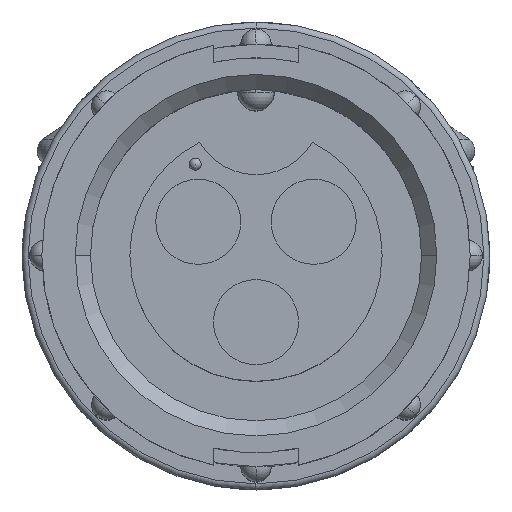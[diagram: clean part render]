
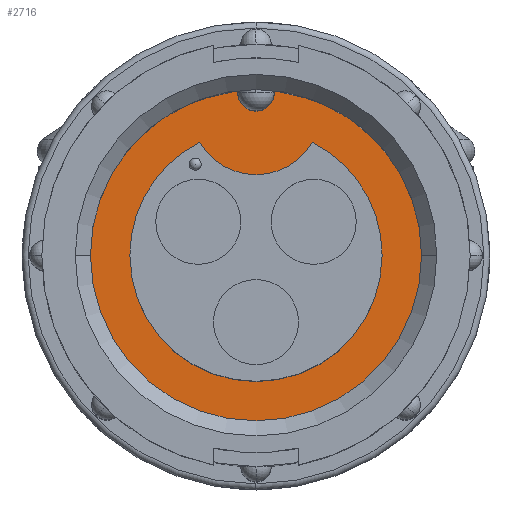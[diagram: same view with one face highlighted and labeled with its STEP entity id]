
A CAD part, top view. The second image highlights one B-rep face of the part: STEP entity #2716.
In plain terms, the highlighted planar face has unit normal (0, 0, 1).
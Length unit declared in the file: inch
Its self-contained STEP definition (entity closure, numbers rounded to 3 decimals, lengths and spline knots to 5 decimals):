
#98 = CIRCLE ( 'NONE', #6224, 0.2075 ) ;
#151 = DIRECTION ( 'NONE',  ( 0., -1., 0. ) ) ;
#476 = DIRECTION ( 'NONE',  ( 1., 0., 0. ) ) ;
#574 = VERTEX_POINT ( 'NONE', #6752 ) ;
#681 = PLANE ( 'NONE',  #10350 ) ;
#716 = DIRECTION ( 'NONE',  ( 0., 0., 1. ) ) ;
#827 = AXIS2_PLACEMENT_3D ( 'NONE', #7037, #1529, #7982 ) ;
#840 = DIRECTION ( 'NONE',  ( 0., 0., 1. ) ) ;
#1049 = EDGE_CURVE ( 'NONE', #2191, #9714, #4918, .T. ) ;
#1135 = CARTESIAN_POINT ( 'NONE',  ( 0., 0., -0.305 ) ) ;
#1466 = ORIENTED_EDGE ( 'NONE', *, *, #7218, .F. ) ;
#1529 = DIRECTION ( 'NONE',  ( 0., 0., 1. ) ) ;
#1878 = CARTESIAN_POINT ( 'NONE',  ( -0.2075, 0., -0.305 ) ) ;
#1899 = VERTEX_POINT ( 'NONE', #4639 ) ;
#1996 = CARTESIAN_POINT ( 'NONE',  ( -0.03, 0.27084, -0.305 ) ) ;
#2191 = VERTEX_POINT ( 'NONE', #8962 ) ;
#2205 = DIRECTION ( 'NONE',  ( 1., 0., 0. ) ) ;
#2346 = DIRECTION ( 'NONE',  ( 0., 0., 1. ) ) ;
#2716 = ADVANCED_FACE ( 'NONE', ( #10559, #7809 ), #681, .T. ) ;
#2763 = CIRCLE ( 'NONE', #6174, 0.03 ) ;
#2768 = VERTEX_POINT ( 'NONE', #4487 ) ;
#3052 = EDGE_CURVE ( 'NONE', #574, #5671, #2763, .T. ) ;
#3183 = EDGE_LOOP ( 'NONE', ( #11625, #8397, #1466, #3288 ) ) ;
#3206 = LINE ( 'NONE', #1996, #10280 ) ;
#3288 = ORIENTED_EDGE ( 'NONE', *, *, #9235, .F. ) ;
#3692 = AXIS2_PLACEMENT_3D ( 'NONE', #9989, #4463, #10926 ) ;
#3769 = ORIENTED_EDGE ( 'NONE', *, *, #11124, .F. ) ;
#3877 = VECTOR ( 'NONE', #4613, 39.37008 ) ;
#4021 = DIRECTION ( 'NONE',  ( 0., 0., 1. ) ) ;
#4167 = LINE ( 'NONE', #10172, #3877 ) ;
#4252 = EDGE_CURVE ( 'NONE', #1899, #5725, #8239, .T. ) ;
#4375 = CARTESIAN_POINT ( 'NONE',  ( 0., 0., -0.305 ) ) ;
#4443 = CIRCLE ( 'NONE', #827, 0.2075 ) ;
#4463 = DIRECTION ( 'NONE',  ( 0., 0., 1. ) ) ;
#4487 = CARTESIAN_POINT ( 'NONE',  ( 0.2725, 0., -0.305 ) ) ;
#4512 = CARTESIAN_POINT ( 'NONE',  ( 0.03, 0.27084, -0.305 ) ) ;
#4613 = DIRECTION ( 'NONE',  ( 0., 1., 0. ) ) ;
#4639 = CARTESIAN_POINT ( 'NONE',  ( -0.03, 0.27084, -0.305 ) ) ;
#4719 = CARTESIAN_POINT ( 'NONE',  ( -0.2725, 0., -0.305 ) ) ;
#4816 = EDGE_CURVE ( 'NONE', #5671, #11946, #4167, .T. ) ;
#4824 = EDGE_LOOP ( 'NONE', ( #9149, #8161, #3769, #11367, #5125, #8382 ) ) ;
#4918 = CIRCLE ( 'NONE', #10739, 0.107 ) ;
#5125 = ORIENTED_EDGE ( 'NONE', *, *, #7879, .T. ) ;
#5169 = DIRECTION ( 'NONE',  ( 0., 0., 1. ) ) ;
#5508 = EDGE_CURVE ( 'NONE', #8217, #2191, #4443, .T. ) ;
#5555 = CIRCLE ( 'NONE', #9191, 0.2725 ) ;
#5671 = VERTEX_POINT ( 'NONE', #11952 ) ;
#5725 = VERTEX_POINT ( 'NONE', #4719 ) ;
#5977 = DIRECTION ( 'NONE',  ( 0., 0., -1. ) ) ;
#6174 = AXIS2_PLACEMENT_3D ( 'NONE', #7868, #2346, #8812 ) ;
#6224 = AXIS2_PLACEMENT_3D ( 'NONE', #10703, #5169, #11648 ) ;
#6243 = AXIS2_PLACEMENT_3D ( 'NONE', #1135, #7573, #2205 ) ;
#6341 = CARTESIAN_POINT ( 'NONE',  ( 0., 0., -0.305 ) ) ;
#6752 = CARTESIAN_POINT ( 'NONE',  ( -0.03, 0.2675, -0.305 ) ) ;
#6841 = VERTEX_POINT ( 'NONE', #1878 ) ;
#7006 = CIRCLE ( 'NONE', #3692, 0.2725 ) ;
#7037 = CARTESIAN_POINT ( 'NONE',  ( 0., 0., -0.305 ) ) ;
#7146 = DIRECTION ( 'NONE',  ( 1., 0., 0. ) ) ;
#7218 = EDGE_CURVE ( 'NONE', #6841, #8217, #98, .T. ) ;
#7573 = DIRECTION ( 'NONE',  ( 0., 0., 1. ) ) ;
#7796 = CARTESIAN_POINT ( 'NONE',  ( 0.2075, 0., -0.305 ) ) ;
#7809 = FACE_BOUND ( 'NONE', #3183, .T. ) ;
#7868 = CARTESIAN_POINT ( 'NONE',  ( 0., 0.2675, -0.305 ) ) ;
#7879 = EDGE_CURVE ( 'NONE', #5725, #2768, #7006, .T. ) ;
#7982 = DIRECTION ( 'NONE',  ( 1., 0., 0. ) ) ;
#8161 = ORIENTED_EDGE ( 'NONE', *, *, #3052, .F. ) ;
#8217 = VERTEX_POINT ( 'NONE', #7796 ) ;
#8239 = CIRCLE ( 'NONE', #9598, 0.2725 ) ;
#8382 = ORIENTED_EDGE ( 'NONE', *, *, #8748, .T. ) ;
#8397 = ORIENTED_EDGE ( 'NONE', *, *, #5508, .F. ) ;
#8748 = EDGE_CURVE ( 'NONE', #2768, #11946, #5555, .T. ) ;
#8812 = DIRECTION ( 'NONE',  ( 1., 0., 0. ) ) ;
#8962 = CARTESIAN_POINT ( 'NONE',  ( 0.0925, 0.18574, -0.305 ) ) ;
#9149 = ORIENTED_EDGE ( 'NONE', *, *, #4816, .F. ) ;
#9168 = CIRCLE ( 'NONE', #6243, 0.2075 ) ;
#9191 = AXIS2_PLACEMENT_3D ( 'NONE', #9556, #4021, #10478 ) ;
#9235 = EDGE_CURVE ( 'NONE', #9714, #6841, #9168, .T. ) ;
#9556 = CARTESIAN_POINT ( 'NONE',  ( 0., 0., -0.305 ) ) ;
#9576 = CARTESIAN_POINT ( 'NONE',  ( -0.0925, 0.18574, -0.305 ) ) ;
#9598 = AXIS2_PLACEMENT_3D ( 'NONE', #6341, #840, #10112 ) ;
#9714 = VERTEX_POINT ( 'NONE', #9576 ) ;
#9989 = CARTESIAN_POINT ( 'NONE',  ( 0., 0., -0.305 ) ) ;
#10112 = DIRECTION ( 'NONE',  ( 1., 0., 0. ) ) ;
#10172 = CARTESIAN_POINT ( 'NONE',  ( 0.03, 0.2675, -0.305 ) ) ;
#10280 = VECTOR ( 'NONE', #151, 39.37008 ) ;
#10350 = AXIS2_PLACEMENT_3D ( 'NONE', #4375, #716, #7146 ) ;
#10478 = DIRECTION ( 'NONE',  ( 1., 0., 0. ) ) ;
#10559 = FACE_OUTER_BOUND ( 'NONE', #4824, .T. ) ;
#10703 = CARTESIAN_POINT ( 'NONE',  ( 0., 0., -0.305 ) ) ;
#10739 = AXIS2_PLACEMENT_3D ( 'NONE', #11522, #5977, #476 ) ;
#10926 = DIRECTION ( 'NONE',  ( 1., 0., 0. ) ) ;
#11124 = EDGE_CURVE ( 'NONE', #1899, #574, #3206, .T. ) ;
#11367 = ORIENTED_EDGE ( 'NONE', *, *, #4252, .T. ) ;
#11522 = CARTESIAN_POINT ( 'NONE',  ( 0., 0.23953, -0.305 ) ) ;
#11625 = ORIENTED_EDGE ( 'NONE', *, *, #1049, .F. ) ;
#11648 = DIRECTION ( 'NONE',  ( 1., 0., 0. ) ) ;
#11946 = VERTEX_POINT ( 'NONE', #4512 ) ;
#11952 = CARTESIAN_POINT ( 'NONE',  ( 0.03, 0.2675, -0.305 ) ) ;
